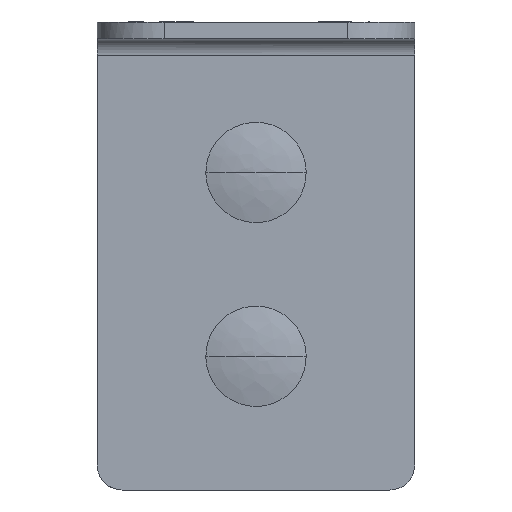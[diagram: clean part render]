
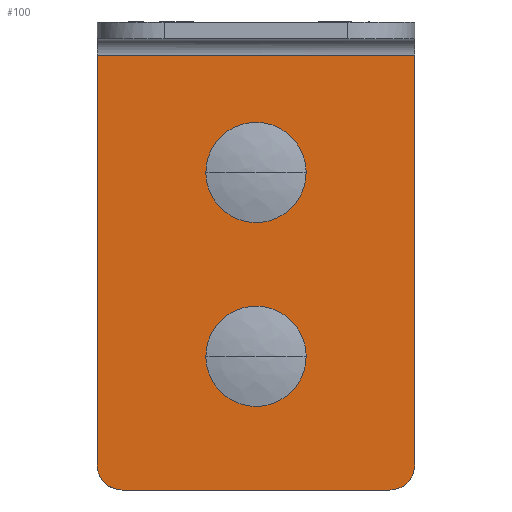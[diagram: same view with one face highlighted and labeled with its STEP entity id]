
A CAD part, front view. The second image highlights one B-rep face of the part: STEP entity #100.
In plain terms, the highlighted planar face has unit normal (0, -1, 0).
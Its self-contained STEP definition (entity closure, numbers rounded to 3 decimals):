
#86=FACE_BOUND('',#223,.T.);
#87=FACE_BOUND('',#224,.T.);
#100=ADVANCED_FACE('',(#160,#86,#87),#940,.T.);
#160=FACE_OUTER_BOUND('',#222,.T.);
#222=EDGE_LOOP('',(#310,#311,#312,#313,#314,#315));
#223=EDGE_LOOP('',(#316,#317));
#224=EDGE_LOOP('',(#318,#319));
#310=ORIENTED_EDGE('',*,*,#558,.T.);
#311=ORIENTED_EDGE('',*,*,#568,.F.);
#312=ORIENTED_EDGE('',*,*,#569,.T.);
#313=ORIENTED_EDGE('',*,*,#570,.T.);
#314=ORIENTED_EDGE('',*,*,#571,.T.);
#315=ORIENTED_EDGE('',*,*,#560,.F.);
#316=ORIENTED_EDGE('',*,*,#601,.T.);
#317=ORIENTED_EDGE('',*,*,#599,.T.);
#318=ORIENTED_EDGE('',*,*,#605,.T.);
#319=ORIENTED_EDGE('',*,*,#602,.T.);
#558=EDGE_CURVE('',#827,#826,#768,.T.);
#560=EDGE_CURVE('',#827,#828,#690,.T.);
#568=EDGE_CURVE('',#835,#826,#693,.T.);
#569=EDGE_CURVE('',#835,#836,#775,.T.);
#570=EDGE_CURVE('',#836,#837,#776,.T.);
#571=EDGE_CURVE('',#837,#828,#777,.T.);
#599=EDGE_CURVE('',#856,#838,#707,.T.);
#601=EDGE_CURVE('',#838,#856,#708,.T.);
#602=EDGE_CURVE('',#857,#839,#709,.T.);
#605=EDGE_CURVE('',#839,#857,#711,.T.);
#690=(
BOUNDED_CURVE()
B_SPLINE_CURVE(2,(#1132,#1133,#1134),.UNSPECIFIED.,.F.,.F.)
B_SPLINE_CURVE_WITH_KNOTS((3,3),(0.,4.712),.UNSPECIFIED.)
CURVE()
GEOMETRIC_REPRESENTATION_ITEM()
RATIONAL_B_SPLINE_CURVE((1.,0.707,1.))
REPRESENTATION_ITEM('')
);
#693=(
BOUNDED_CURVE()
B_SPLINE_CURVE(2,(#1151,#1152,#1153),.UNSPECIFIED.,.F.,.F.)
B_SPLINE_CURVE_WITH_KNOTS((3,3),(0.,4.712),.UNSPECIFIED.)
CURVE()
GEOMETRIC_REPRESENTATION_ITEM()
RATIONAL_B_SPLINE_CURVE((1.,0.707,1.))
REPRESENTATION_ITEM('')
);
#707=(
BOUNDED_CURVE()
B_SPLINE_CURVE(2,(#1237,#1238,#1239,#1240,#1241),.UNSPECIFIED.,.F.,.F.)
B_SPLINE_CURVE_WITH_KNOTS((3,2,3),(-13.195,-9.896,
-6.597),.UNSPECIFIED.)
CURVE()
GEOMETRIC_REPRESENTATION_ITEM()
RATIONAL_B_SPLINE_CURVE((1.,0.707,1.,0.707,1.))
REPRESENTATION_ITEM('')
);
#708=(
BOUNDED_CURVE()
B_SPLINE_CURVE(2,(#1244,#1245,#1246,#1247,#1248),.UNSPECIFIED.,.F.,.F.)
B_SPLINE_CURVE_WITH_KNOTS((3,2,3),(-6.597,-3.299,
0.),.UNSPECIFIED.)
CURVE()
GEOMETRIC_REPRESENTATION_ITEM()
RATIONAL_B_SPLINE_CURVE((1.,0.707,1.,0.707,1.))
REPRESENTATION_ITEM('')
);
#709=(
BOUNDED_CURVE()
B_SPLINE_CURVE(2,(#1249,#1250,#1251,#1252,#1253),.UNSPECIFIED.,.F.,.F.)
B_SPLINE_CURVE_WITH_KNOTS((3,2,3),(-13.195,-9.896,
-6.597),.UNSPECIFIED.)
CURVE()
GEOMETRIC_REPRESENTATION_ITEM()
RATIONAL_B_SPLINE_CURVE((1.,0.707,1.,0.707,1.))
REPRESENTATION_ITEM('')
);
#711=(
BOUNDED_CURVE()
B_SPLINE_CURVE(2,(#1261,#1262,#1263,#1264,#1265),.UNSPECIFIED.,.F.,.F.)
B_SPLINE_CURVE_WITH_KNOTS((3,2,3),(-6.597,-3.299,
0.),.UNSPECIFIED.)
CURVE()
GEOMETRIC_REPRESENTATION_ITEM()
RATIONAL_B_SPLINE_CURVE((1.,0.707,1.,0.707,1.))
REPRESENTATION_ITEM('')
);
#768=B_SPLINE_CURVE_WITH_KNOTS('',1,(#1128,#1129),.UNSPECIFIED.,.F.,.F.,
(2,2),(-32.,0.),.UNSPECIFIED.);
#775=B_SPLINE_CURVE_WITH_KNOTS('',1,(#1154,#1155),.UNSPECIFIED.,.F.,.F.,
(2,2),(0.,49.),.UNSPECIFIED.);
#776=B_SPLINE_CURVE_WITH_KNOTS('',1,(#1156,#1157),.UNSPECIFIED.,.F.,.F.,
(2,2),(0.,38.),.UNSPECIFIED.);
#777=B_SPLINE_CURVE_WITH_KNOTS('',1,(#1158,#1159),.UNSPECIFIED.,.F.,.F.,
(2,2),(0.,49.),.UNSPECIFIED.);
#826=VERTEX_POINT('',#1090);
#827=VERTEX_POINT('',#1091);
#828=VERTEX_POINT('',#1092);
#835=VERTEX_POINT('',#1099);
#836=VERTEX_POINT('',#1100);
#837=VERTEX_POINT('',#1101);
#838=VERTEX_POINT('',#1102);
#839=VERTEX_POINT('',#1103);
#856=VERTEX_POINT('',#1120);
#857=VERTEX_POINT('',#1121);
#940=PLANE('',#978);
#978=AXIS2_PLACEMENT_3D('',#1072,#1025,$);
#1025=DIRECTION('',(0.,-1.,0.));
#1072=CARTESIAN_POINT('',(-22.8,-2.,-5.2));
#1090=CARTESIAN_POINT('',(16.,-2.,0.));
#1091=CARTESIAN_POINT('',(-16.,-2.,0.));
#1092=CARTESIAN_POINT('',(-19.,-2.,3.));
#1099=CARTESIAN_POINT('',(19.,-2.,3.));
#1100=CARTESIAN_POINT('',(19.,-2.,52.));
#1101=CARTESIAN_POINT('',(-19.,-2.,52.));
#1102=CARTESIAN_POINT('',(0.,-2.,35.9));
#1103=CARTESIAN_POINT('',(0.,-2.,13.9));
#1120=CARTESIAN_POINT('',(0.,-2.,40.1));
#1121=CARTESIAN_POINT('',(0.,-2.,18.1));
#1128=CARTESIAN_POINT('',(-16.,-2.,0.));
#1129=CARTESIAN_POINT('',(16.,-2.,0.));
#1132=CARTESIAN_POINT('',(-16.,-2.,0.));
#1133=CARTESIAN_POINT('',(-19.,-2.,0.));
#1134=CARTESIAN_POINT('',(-19.,-2.,3.));
#1151=CARTESIAN_POINT('',(19.,-2.,3.));
#1152=CARTESIAN_POINT('',(19.,-2.,0.));
#1153=CARTESIAN_POINT('',(16.,-2.,0.));
#1154=CARTESIAN_POINT('',(19.,-2.,3.));
#1155=CARTESIAN_POINT('',(19.,-2.,52.));
#1156=CARTESIAN_POINT('',(19.,-2.,52.));
#1157=CARTESIAN_POINT('',(-19.,-2.,52.));
#1158=CARTESIAN_POINT('',(-19.,-2.,52.));
#1159=CARTESIAN_POINT('',(-19.,-2.,3.));
#1237=CARTESIAN_POINT('',(0.,-2.,40.1));
#1238=CARTESIAN_POINT('',(2.1,-2.,40.1));
#1239=CARTESIAN_POINT('',(2.1,-2.,38.));
#1240=CARTESIAN_POINT('',(2.1,-2.,35.9));
#1241=CARTESIAN_POINT('',(0.,-2.,35.9));
#1244=CARTESIAN_POINT('',(0.,-2.,35.9));
#1245=CARTESIAN_POINT('',(-2.1,-2.,35.9));
#1246=CARTESIAN_POINT('',(-2.1,-2.,38.));
#1247=CARTESIAN_POINT('',(-2.1,-2.,40.1));
#1248=CARTESIAN_POINT('',(0.,-2.,40.1));
#1249=CARTESIAN_POINT('',(0.,-2.,18.1));
#1250=CARTESIAN_POINT('',(2.1,-2.,18.1));
#1251=CARTESIAN_POINT('',(2.1,-2.,16.));
#1252=CARTESIAN_POINT('',(2.1,-2.,13.9));
#1253=CARTESIAN_POINT('',(0.,-2.,13.9));
#1261=CARTESIAN_POINT('',(0.,-2.,13.9));
#1262=CARTESIAN_POINT('',(-2.1,-2.,13.9));
#1263=CARTESIAN_POINT('',(-2.1,-2.,16.));
#1264=CARTESIAN_POINT('',(-2.1,-2.,18.1));
#1265=CARTESIAN_POINT('',(0.,-2.,18.1));
